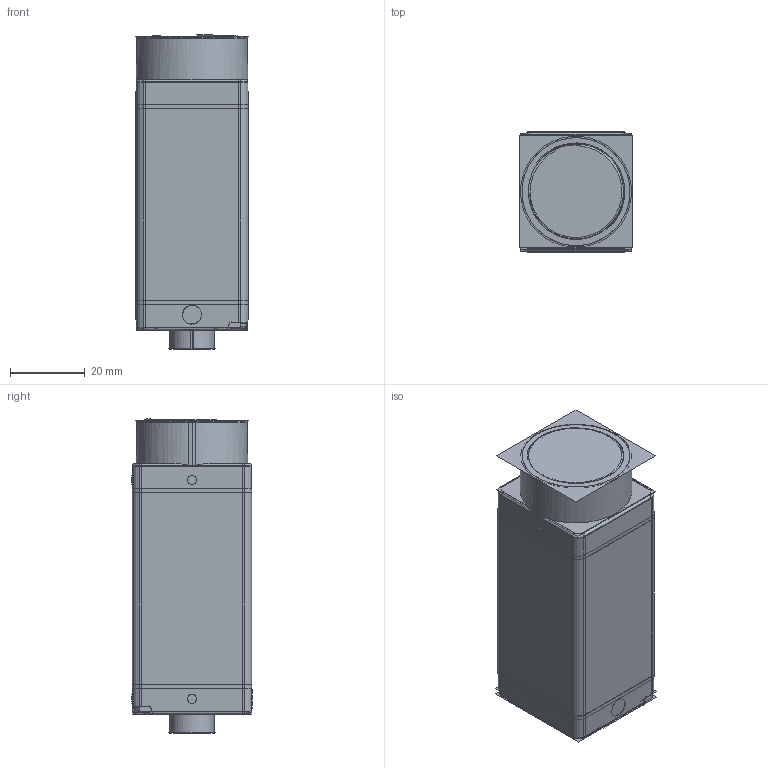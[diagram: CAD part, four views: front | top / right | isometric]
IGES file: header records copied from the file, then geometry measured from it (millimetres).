
Start section:  PTC IGES file: 144631_sm01.igs
Global section: file name: 144631_sm01.igs; native system: Creo Parametric by PTC Inc.; preprocessor: 2022414; author: banengservice; organization: Unknown; date: 20250626.095625; units: millimetre
Bounding box: 30.2 x 32.2 x 84.05 mm (x, y, z)
Volume: 64970.1 mm3; surface area: 59890.5 mm2
Topology: 1 solids, 1 shells, 604 faces, 2942 edges, 3659 vertices
Faces by surface type: bspline 304, revolution 300
